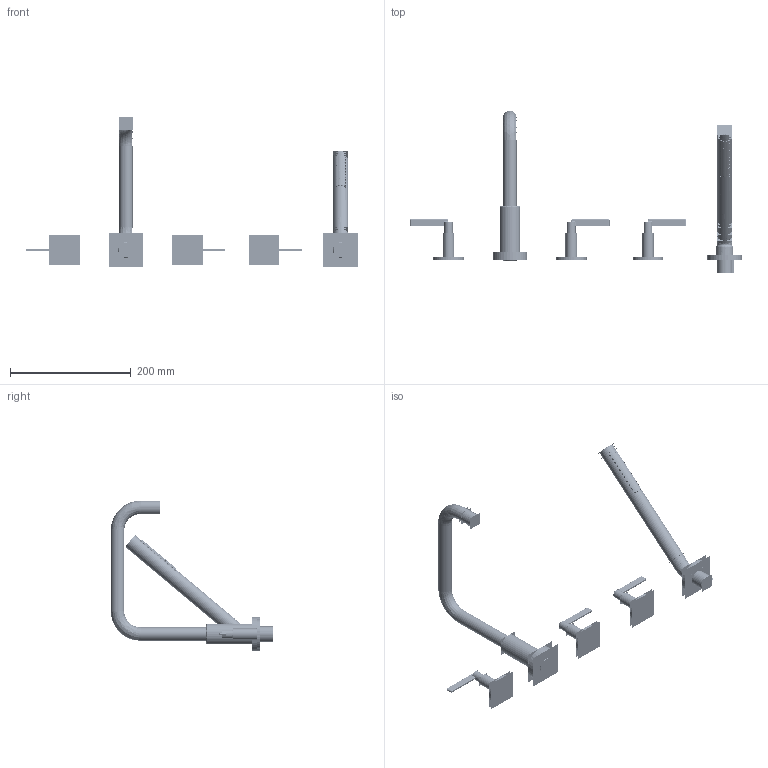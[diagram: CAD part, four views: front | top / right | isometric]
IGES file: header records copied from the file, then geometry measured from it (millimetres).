
Start section:  PTC IGES file: 3-3327_asm.igs
Global section: file name: 3-3327_asm.igs; native system: Creo Parametric by PTC Inc.; preprocessor: 2018400; author: jinson.thomas; organization: Unknown; date: 20200914.114401; units: inch
Bounding box: 549.27 x 268.67 x 249.26 mm (x, y, z)
Volume: 976017.3 mm3; surface area: 4990753.8 mm2
Topology: 25 solids, 25 shells, 3588 faces, 20076 edges, 26881 vertices
Faces by surface type: bspline 2106, revolution 1482
